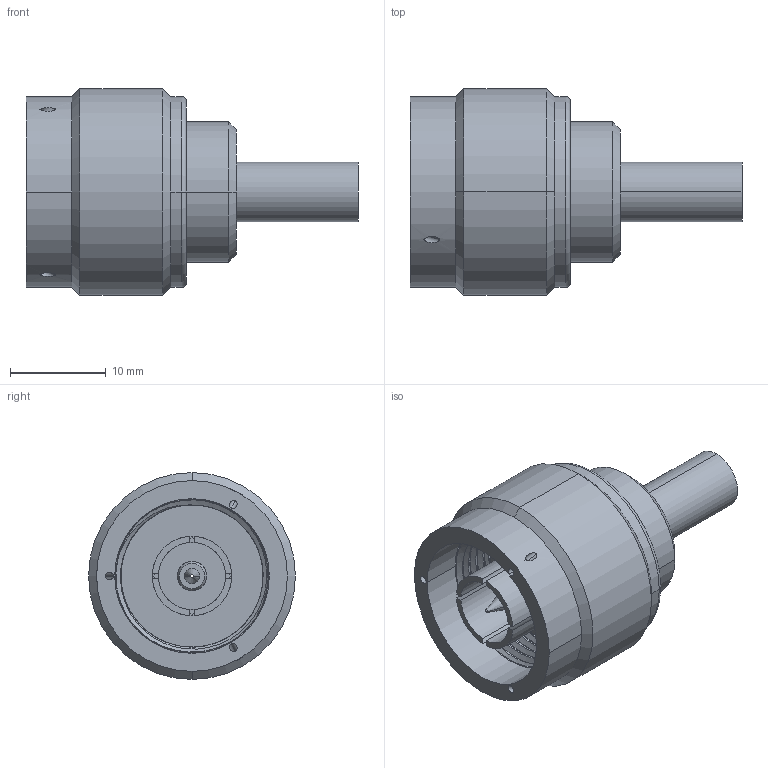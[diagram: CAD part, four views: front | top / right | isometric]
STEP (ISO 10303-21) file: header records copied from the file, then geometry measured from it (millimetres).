
FILE_DESCRIPTION((''),'2;1');
FILE_NAME('82-5375','2014-04-17T',('Mohan'),(''),'PRO/ENGINEER BY PARAMETRIC TECHNOLOGY CORPORATION, 2010100','PRO/ENGINEER BY PARAMETRIC TECHNOLOGY CORPORATION, 2010100','');
FILE_SCHEMA(('CONFIG_CONTROL_DESIGN'));
Length unit declared in the file: millimetre
Products named in the file (1): 82-5375
Bounding box: 34.65 x 21.59 x 21.59 mm (x, y, z)
Surface area: 4096.4 mm2 (no closed solid volume)
Topology: 0 solids, 16 shells, 87 faces, 280 edges, 200 vertices
Faces by surface type: cylinder 53, plane 15, cone 14, bspline 3, torus 2
Entity records: 4892 total; most frequent: CARTESIAN_POINT 2355, DIRECTION 570, ORIENTED_EDGE 442, EDGE_CURVE 280, AXIS2_PLACEMENT_3D 240, VERTEX_POINT 200, CIRCLE 156, EDGE_LOOP 104
